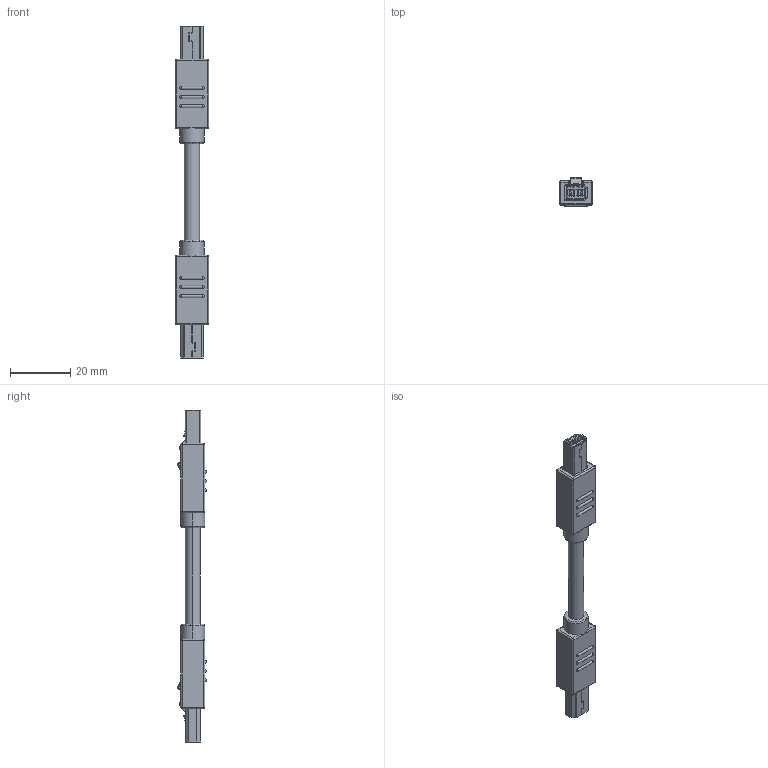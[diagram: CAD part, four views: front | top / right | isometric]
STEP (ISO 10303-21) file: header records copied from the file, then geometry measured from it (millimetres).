
FILE_DESCRIPTION((''),'2;1');
FILE_NAME('PRT0001','2024-06-02T',('gongcheng16'),(''),'PRO/ENGINEER BY PARAMETRIC TECHNOLOGY CORPORATION, 2010280','PRO/ENGINEER BY PARAMETRIC TECHNOLOGY CORPORATION, 2010280','');
FILE_SCHEMA(('CONFIG_CONTROL_DESIGN'));
Products named in the file (1): PRT0001
Bounding box: 11 x 9.62 x 110.1 mm (x, y, z)
Volume: 4516.1 mm3; surface area: 9256.2 mm2
Topology: 1 solids, 3 shells, 4582 faces, 13266 edges, 8574 vertices
Faces by surface type: plane 3058, cylinder 1136, torus 148, bspline 148, sphere 72, cone 20
Entity records: 163541 total; most frequent: CARTESIAN_POINT 42005, ORIENTED_EDGE 26500, DIRECTION 24204, EDGE_CURVE 13254, VECTOR 10262, LINE 10262, VERTEX_POINT 8574, AXIS2_PLACEMENT_3D 6971
